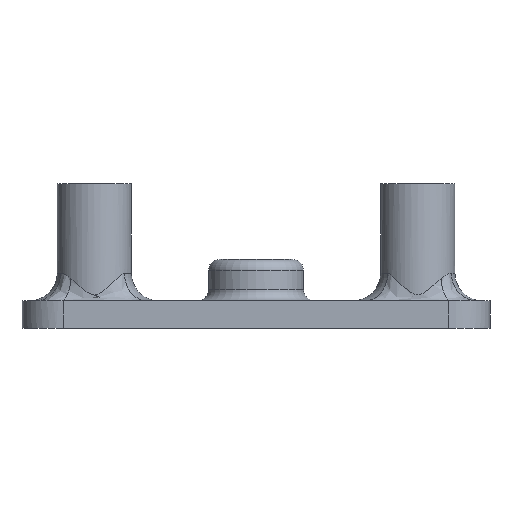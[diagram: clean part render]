
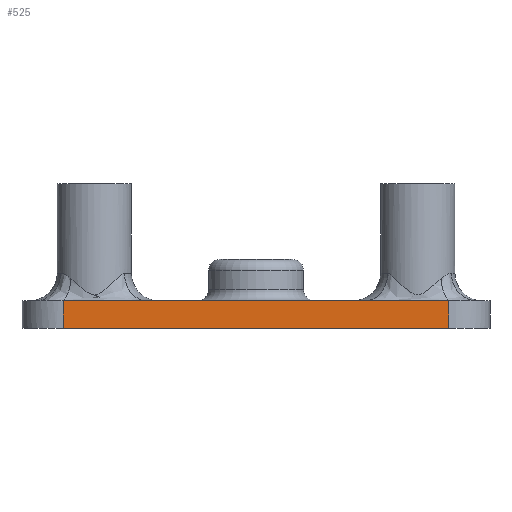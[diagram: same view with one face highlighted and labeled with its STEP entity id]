
A CAD part, front view. The second image highlights one B-rep face of the part: STEP entity #525.
In plain terms, the highlighted planar face has unit normal (0, -1, 0).
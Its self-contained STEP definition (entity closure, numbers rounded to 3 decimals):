
#90 = VERTEX_POINT('',#91);
#91 = CARTESIAN_POINT('',(-14.,-26.,0.));
#98 = EDGE_CURVE('',#90,#99,#101,.T.);
#99 = VERTEX_POINT('',#100);
#100 = CARTESIAN_POINT('',(14.,-26.,0.));
#101 = LINE('',#102,#103);
#102 = CARTESIAN_POINT('',(-14.,-26.,0.));
#103 = VECTOR('',#104,1.);
#104 = DIRECTION('',(1.,0.,0.));
#410 = VERTEX_POINT('',#411);
#411 = CARTESIAN_POINT('',(-14.,-26.,2.));
#421 = EDGE_CURVE('',#90,#410,#422,.T.);
#422 = LINE('',#423,#424);
#423 = CARTESIAN_POINT('',(-14.,-26.,0.));
#424 = VECTOR('',#425,1.);
#425 = DIRECTION('',(0.,0.,1.));
#525 = ADVANCED_FACE('',(#526),#612,.F.);
#526 = FACE_BOUND('',#527,.F.);
#527 = EDGE_LOOP('',(#528,#538,#572,#578,#579,#580));
#528 = ORIENTED_EDGE('',*,*,#529,.T.);
#529 = EDGE_CURVE('',#530,#532,#534,.T.);
#530 = VERTEX_POINT('',#531);
#531 = CARTESIAN_POINT('',(-7.939,-26.,2.));
#532 = VERTEX_POINT('',#533);
#533 = CARTESIAN_POINT('',(7.939,-26.,2.));
#534 = LINE('',#535,#536);
#535 = CARTESIAN_POINT('',(-14.,-26.,2.));
#536 = VECTOR('',#537,1.);
#537 = DIRECTION('',(1.,0.,0.));
#538 = ORIENTED_EDGE('',*,*,#539,.T.);
#539 = EDGE_CURVE('',#532,#540,#542,.T.);
#540 = VERTEX_POINT('',#541);
#541 = CARTESIAN_POINT('',(14.,-26.,2.));
#542 = ( BOUNDED_CURVE() B_SPLINE_CURVE(10,(#543,#544,#545,#546,#547,
    #548,#549,#550,#551,#552,#553,#554,#555,#556,#557,#558,#559,#560,
    #561,#562,#563,#564,#565,#566,#567,#568,#569,#570,#571),
.UNSPECIFIED.,.F.,.F.) B_SPLINE_CURVE_WITH_KNOTS((11,9,9,11),(
    10.17,12.372,13.474,14.575),
.UNSPECIFIED.) CURVE() GEOMETRIC_REPRESENTATION_ITEM() 
RATIONAL_B_SPLINE_CURVE((1.,1.,1.,1.,1.,1.,1.,1.,1.,1.,1.,1.,1.,1.,1.,1.
    ,1.,1.,1.,1.,1.,1.,1.,1.,1.,1.,1.,1.,1.)) 
REPRESENTATION_ITEM('') );
#543 = CARTESIAN_POINT('',(7.939,-26.,2.));
#544 = CARTESIAN_POINT('',(8.594,-26.,2.));
#545 = CARTESIAN_POINT('',(9.084,-26.,2.));
#546 = CARTESIAN_POINT('',(9.492,-26.,2.));
#547 = CARTESIAN_POINT('',(9.839,-26.,2.));
#548 = CARTESIAN_POINT('',(10.148,-26.,2.));
#549 = CARTESIAN_POINT('',(10.427,-26.,2.));
#550 = CARTESIAN_POINT('',(10.685,-26.,2.));
#551 = CARTESIAN_POINT('',(10.929,-26.,2.));
#552 = CARTESIAN_POINT('',(11.162,-26.,2.));
#553 = CARTESIAN_POINT('',(11.504,-26.,2.));
#554 = CARTESIAN_POINT('',(11.617,-26.,2.));
#555 = CARTESIAN_POINT('',(11.729,-26.,2.));
#556 = CARTESIAN_POINT('',(11.841,-26.,2.));
#557 = CARTESIAN_POINT('',(11.953,-26.,2.));
#558 = CARTESIAN_POINT('',(12.065,-26.,2.));
#559 = CARTESIAN_POINT('',(12.179,-26.,2.));
#560 = CARTESIAN_POINT('',(12.295,-26.,2.));
#561 = CARTESIAN_POINT('',(12.413,-26.,2.));
#562 = CARTESIAN_POINT('',(12.656,-26.,2.));
#563 = CARTESIAN_POINT('',(12.78,-26.,2.));
#564 = CARTESIAN_POINT('',(12.908,-26.,2.));
#565 = CARTESIAN_POINT('',(13.041,-26.,2.));
#566 = CARTESIAN_POINT('',(13.18,-26.,2.));
#567 = CARTESIAN_POINT('',(13.325,-26.,2.));
#568 = CARTESIAN_POINT('',(13.477,-26.,2.));
#569 = CARTESIAN_POINT('',(13.639,-26.,2.));
#570 = CARTESIAN_POINT('',(13.813,-26.,2.));
#571 = CARTESIAN_POINT('',(14.,-26.,2.));
#572 = ORIENTED_EDGE('',*,*,#573,.F.);
#573 = EDGE_CURVE('',#99,#540,#574,.T.);
#574 = LINE('',#575,#576);
#575 = CARTESIAN_POINT('',(14.,-26.,0.));
#576 = VECTOR('',#577,1.);
#577 = DIRECTION('',(0.,0.,1.));
#578 = ORIENTED_EDGE('',*,*,#98,.F.);
#579 = ORIENTED_EDGE('',*,*,#421,.T.);
#580 = ORIENTED_EDGE('',*,*,#581,.T.);
#581 = EDGE_CURVE('',#410,#530,#582,.T.);
#582 = ( BOUNDED_CURVE() B_SPLINE_CURVE(10,(#583,#584,#585,#586,#587,
    #588,#589,#590,#591,#592,#593,#594,#595,#596,#597,#598,#599,#600,
    #601,#602,#603,#604,#605,#606,#607,#608,#609,#610,#611),
.UNSPECIFIED.,.F.,.F.) B_SPLINE_CURVE_WITH_KNOTS((11,9,9,11),(
    10.872,11.973,13.075,15.277),
.UNSPECIFIED.) CURVE() GEOMETRIC_REPRESENTATION_ITEM() 
RATIONAL_B_SPLINE_CURVE((1.,1.,1.,1.,1.,1.,1.,1.,1.,1.,1.,1.,1.,1.,1.,1.
,1.,1.,1.,1.,1.,1.,1.,1.,1.,1.,1.,1.,1.)) REPRESENTATION_ITEM('') );
#583 = CARTESIAN_POINT('',(-14.,-26.,2.));
#584 = CARTESIAN_POINT('',(-13.813,-26.,2.));
#585 = CARTESIAN_POINT('',(-13.639,-26.,2.));
#586 = CARTESIAN_POINT('',(-13.477,-26.,2.));
#587 = CARTESIAN_POINT('',(-13.325,-26.,2.));
#588 = CARTESIAN_POINT('',(-13.18,-26.,2.));
#589 = CARTESIAN_POINT('',(-13.041,-26.,2.));
#590 = CARTESIAN_POINT('',(-12.908,-26.,2.));
#591 = CARTESIAN_POINT('',(-12.78,-26.,2.));
#592 = CARTESIAN_POINT('',(-12.656,-26.,2.));
#593 = CARTESIAN_POINT('',(-12.413,-26.,2.));
#594 = CARTESIAN_POINT('',(-12.295,-26.,2.));
#595 = CARTESIAN_POINT('',(-12.179,-26.,2.));
#596 = CARTESIAN_POINT('',(-12.065,-26.,2.));
#597 = CARTESIAN_POINT('',(-11.953,-26.,2.));
#598 = CARTESIAN_POINT('',(-11.841,-26.,2.));
#599 = CARTESIAN_POINT('',(-11.729,-26.,2.));
#600 = CARTESIAN_POINT('',(-11.617,-26.,2.));
#601 = CARTESIAN_POINT('',(-11.504,-26.,2.));
#602 = CARTESIAN_POINT('',(-11.162,-26.,2.));
#603 = CARTESIAN_POINT('',(-10.929,-26.,2.));
#604 = CARTESIAN_POINT('',(-10.685,-26.,2.));
#605 = CARTESIAN_POINT('',(-10.427,-26.,2.));
#606 = CARTESIAN_POINT('',(-10.148,-26.,2.));
#607 = CARTESIAN_POINT('',(-9.839,-26.,2.));
#608 = CARTESIAN_POINT('',(-9.492,-26.,2.));
#609 = CARTESIAN_POINT('',(-9.084,-26.,2.));
#610 = CARTESIAN_POINT('',(-8.594,-26.,2.));
#611 = CARTESIAN_POINT('',(-7.939,-26.,2.));
#612 = PLANE('',#613);
#613 = AXIS2_PLACEMENT_3D('',#614,#615,#616);
#614 = CARTESIAN_POINT('',(-14.,-26.,0.));
#615 = DIRECTION('',(0.,1.,0.));
#616 = DIRECTION('',(1.,0.,0.));
